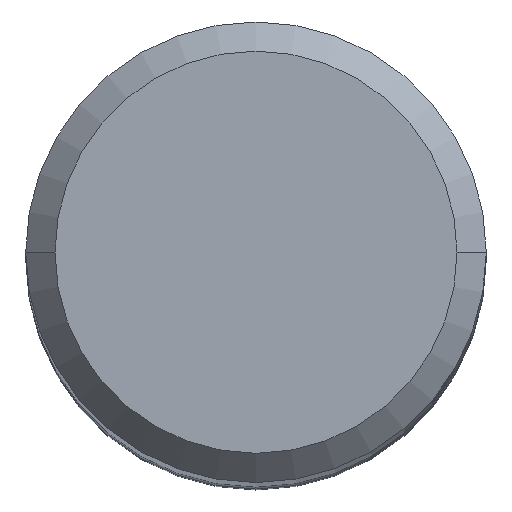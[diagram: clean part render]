
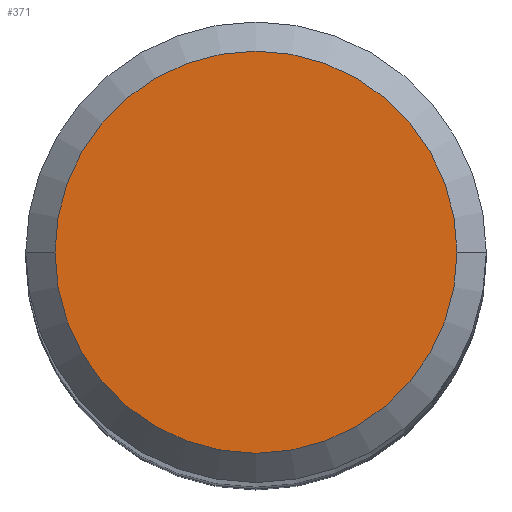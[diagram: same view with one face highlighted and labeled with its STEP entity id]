
A CAD part, top view. The second image highlights one B-rep face of the part: STEP entity #371.
In plain terms, the highlighted planar face has unit normal (0, 0, 1).
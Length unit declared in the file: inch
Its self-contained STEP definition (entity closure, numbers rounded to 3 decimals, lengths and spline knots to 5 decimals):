
#10 = EDGE_LOOP ( 'NONE', ( #171, #272 ) ) ;
#34 = AXIS2_PLACEMENT_3D ( 'NONE', #320, #495, #465 ) ;
#67 = CARTESIAN_POINT ( 'NONE',  ( 0., 0., 0. ) ) ;
#77 = EDGE_CURVE ( 'NONE', #396, #88, #282, .T. ) ;
#86 = CARTESIAN_POINT ( 'NONE',  ( 0., 0., 0. ) ) ;
#88 = VERTEX_POINT ( 'NONE', #225 ) ;
#106 = AXIS2_PLACEMENT_3D ( 'NONE', #86, #350, #166 ) ;
#139 = DIRECTION ( 'NONE',  ( 1., 0., 0. ) ) ;
#166 = DIRECTION ( 'NONE',  ( 1., 0., 0. ) ) ;
#171 = ORIENTED_EDGE ( 'NONE', *, *, #503, .T. ) ;
#225 = CARTESIAN_POINT ( 'NONE',  ( -0.1375, 0., 0. ) ) ;
#272 = ORIENTED_EDGE ( 'NONE', *, *, #77, .T. ) ;
#282 = CIRCLE ( 'NONE', #534, 0.1375 ) ;
#320 = CARTESIAN_POINT ( 'NONE',  ( 0., 0.1375, 0. ) ) ;
#350 = DIRECTION ( 'NONE',  ( 0., 0., 1. ) ) ;
#366 = FACE_OUTER_BOUND ( 'NONE', #10, .T. ) ;
#369 = CARTESIAN_POINT ( 'NONE',  ( 0.1375, 0., 0. ) ) ;
#371 = ADVANCED_FACE ( 'NONE', ( #366 ), #537, .F. ) ;
#396 = VERTEX_POINT ( 'NONE', #369 ) ;
#448 = DIRECTION ( 'NONE',  ( 0., 0., 1. ) ) ;
#465 = DIRECTION ( 'NONE',  ( -1., 0., 0. ) ) ;
#495 = DIRECTION ( 'NONE',  ( 0., 0., -1. ) ) ;
#503 = EDGE_CURVE ( 'NONE', #88, #396, #558, .T. ) ;
#534 = AXIS2_PLACEMENT_3D ( 'NONE', #67, #448, #139 ) ;
#537 = PLANE ( 'NONE',  #34 ) ;
#558 = CIRCLE ( 'NONE', #106, 0.1375 ) ;
